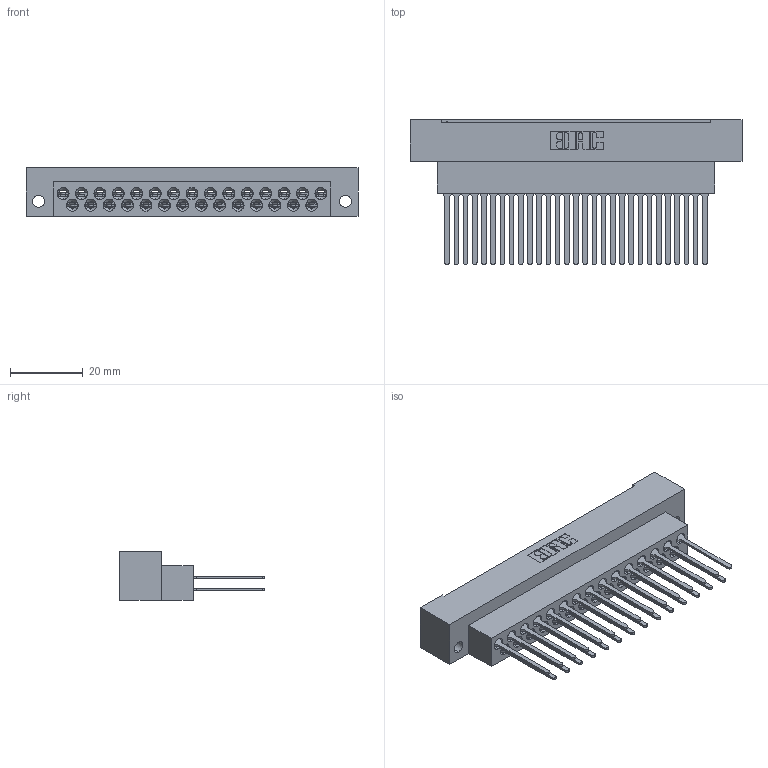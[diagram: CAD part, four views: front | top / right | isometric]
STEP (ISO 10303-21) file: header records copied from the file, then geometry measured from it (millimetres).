
FILE_DESCRIPTION (( 'STEP AP203' ), '1' );
FILE_NAME ('415-029-542-122.STEP', '2020-03-12T19:23:27', ( '' ), ( '' ), 'SwSTEP 2.0', 'SolidWorks 2016', '' );
FILE_SCHEMA (( 'CONFIG_CONTROL_DESIGN' ));
Length unit declared in the file: millimetre
Products named in the file (3): 415-029-542-122; 516-290-001_542; 415-210-001_415-210-029-122
Assembly tree (30 placements, depth 2):
  415-029-542-122
    415-210-001_415-210-029-122
    516-290-001_542  x29
Bounding box: 91.59 x 40.17 x 13.49 mm (x, y, z)
Volume: 15283.8 mm3; surface area: 20440.7 mm2
Topology: 30 solids, 30 shells, 2986 faces, 8692 edges, 5745 vertices
Faces by surface type: plane 1905, cylinder 798, bspline 196, cone 87
Entity records: 34817 total; most frequent: CARTESIAN_POINT 8167, ORIENTED_EDGE 5736, DIRECTION 4841, EDGE_CURVE 2868, LINE 1993, VECTOR 1993, VERTEX_POINT 1881, AXIS2_PLACEMENT_3D 1424
